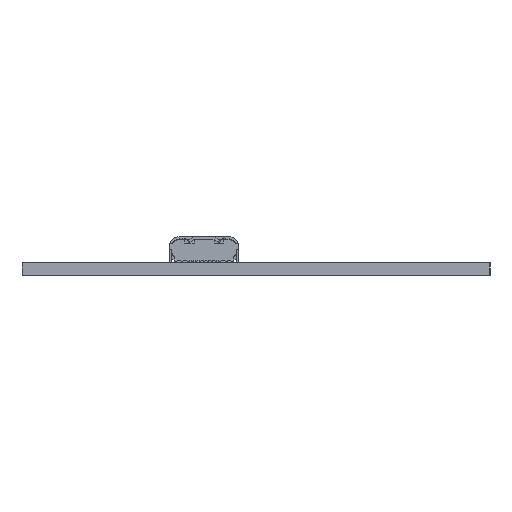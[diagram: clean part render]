
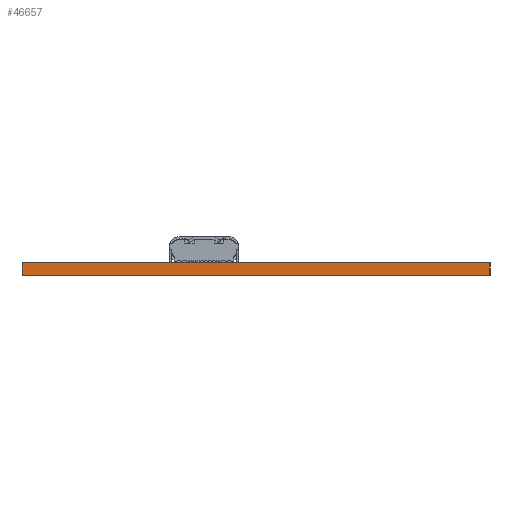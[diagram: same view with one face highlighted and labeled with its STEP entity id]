
A CAD part, left-side view. The second image highlights one B-rep face of the part: STEP entity #46657.
In plain terms, the highlighted planar face has unit normal (-1, 0, 0).
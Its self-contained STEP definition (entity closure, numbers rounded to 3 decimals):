
#46476 = PLANE('',#46477);
#46477 = AXIS2_PLACEMENT_3D('',#46478,#46479,#46480);
#46478 = CARTESIAN_POINT('',(141.57,-131.855,0.));
#46479 = DIRECTION('',(0.,-1.,0.));
#46480 = DIRECTION('',(-1.,0.,0.));
#46501 = VERTEX_POINT('',#46502);
#46502 = CARTESIAN_POINT('',(71.3,-131.855,1.58));
#46516 = PLANE('',#46517);
#46517 = AXIS2_PLACEMENT_3D('',#46518,#46519,#46520);
#46518 = CARTESIAN_POINT('',(106.435,-101.693,1.58));
#46519 = DIRECTION('',(-0.,-0.,-1.));
#46520 = DIRECTION('',(-1.,0.,0.));
#46528 = EDGE_CURVE('',#46529,#46501,#46531,.T.);
#46529 = VERTEX_POINT('',#46530);
#46530 = CARTESIAN_POINT('',(71.3,-131.855,0.));
#46531 = SURFACE_CURVE('',#46532,(#46536,#46543),.PCURVE_S1.);
#46532 = LINE('',#46533,#46534);
#46533 = CARTESIAN_POINT('',(71.3,-131.855,0.));
#46534 = VECTOR('',#46535,1.);
#46535 = DIRECTION('',(0.,0.,1.));
#46536 = PCURVE('',#46476,#46537);
#46537 = DEFINITIONAL_REPRESENTATION('',(#46538),#46542);
#46538 = LINE('',#46539,#46540);
#46539 = CARTESIAN_POINT('',(70.27,0.));
#46540 = VECTOR('',#46541,1.);
#46541 = DIRECTION('',(0.,-1.));
#46542 = ( GEOMETRIC_REPRESENTATION_CONTEXT(2) 
PARAMETRIC_REPRESENTATION_CONTEXT() REPRESENTATION_CONTEXT('2D SPACE',''
  ) );
#46543 = PCURVE('',#46544,#46549);
#46544 = PLANE('',#46545);
#46545 = AXIS2_PLACEMENT_3D('',#46546,#46547,#46548);
#46546 = CARTESIAN_POINT('',(71.3,-131.855,0.));
#46547 = DIRECTION('',(-1.,0.,0.));
#46548 = DIRECTION('',(0.,1.,0.));
#46549 = DEFINITIONAL_REPRESENTATION('',(#46550),#46554);
#46550 = LINE('',#46551,#46552);
#46551 = CARTESIAN_POINT('',(0.,0.));
#46552 = VECTOR('',#46553,1.);
#46553 = DIRECTION('',(0.,-1.));
#46554 = ( GEOMETRIC_REPRESENTATION_CONTEXT(2) 
PARAMETRIC_REPRESENTATION_CONTEXT() REPRESENTATION_CONTEXT('2D SPACE',''
  ) );
#46570 = PLANE('',#46571);
#46571 = AXIS2_PLACEMENT_3D('',#46572,#46573,#46574);
#46572 = CARTESIAN_POINT('',(106.435,-101.693,0.));
#46573 = DIRECTION('',(-0.,-0.,-1.));
#46574 = DIRECTION('',(-1.,0.,0.));
#46603 = PLANE('',#46604);
#46604 = AXIS2_PLACEMENT_3D('',#46605,#46606,#46607);
#46605 = CARTESIAN_POINT('',(71.3,-71.53,0.));
#46606 = DIRECTION('',(0.,1.,0.));
#46607 = DIRECTION('',(1.,0.,0.));
#46657 = ADVANCED_FACE('',(#46658),#46544,.T.);
#46658 = FACE_BOUND('',#46659,.T.);
#46659 = EDGE_LOOP('',(#46660,#46661,#46684,#46707));
#46660 = ORIENTED_EDGE('',*,*,#46528,.T.);
#46661 = ORIENTED_EDGE('',*,*,#46662,.T.);
#46662 = EDGE_CURVE('',#46501,#46663,#46665,.T.);
#46663 = VERTEX_POINT('',#46664);
#46664 = CARTESIAN_POINT('',(71.3,-71.53,1.58));
#46665 = SURFACE_CURVE('',#46666,(#46670,#46677),.PCURVE_S1.);
#46666 = LINE('',#46667,#46668);
#46667 = CARTESIAN_POINT('',(71.3,-131.855,1.58));
#46668 = VECTOR('',#46669,1.);
#46669 = DIRECTION('',(0.,1.,0.));
#46670 = PCURVE('',#46544,#46671);
#46671 = DEFINITIONAL_REPRESENTATION('',(#46672),#46676);
#46672 = LINE('',#46673,#46674);
#46673 = CARTESIAN_POINT('',(0.,-1.58));
#46674 = VECTOR('',#46675,1.);
#46675 = DIRECTION('',(1.,0.));
#46676 = ( GEOMETRIC_REPRESENTATION_CONTEXT(2) 
PARAMETRIC_REPRESENTATION_CONTEXT() REPRESENTATION_CONTEXT('2D SPACE',''
  ) );
#46677 = PCURVE('',#46516,#46678);
#46678 = DEFINITIONAL_REPRESENTATION('',(#46679),#46683);
#46679 = LINE('',#46680,#46681);
#46680 = CARTESIAN_POINT('',(35.135,-30.163));
#46681 = VECTOR('',#46682,1.);
#46682 = DIRECTION('',(0.,1.));
#46683 = ( GEOMETRIC_REPRESENTATION_CONTEXT(2) 
PARAMETRIC_REPRESENTATION_CONTEXT() REPRESENTATION_CONTEXT('2D SPACE',''
  ) );
#46684 = ORIENTED_EDGE('',*,*,#46685,.F.);
#46685 = EDGE_CURVE('',#46686,#46663,#46688,.T.);
#46686 = VERTEX_POINT('',#46687);
#46687 = CARTESIAN_POINT('',(71.3,-71.53,0.));
#46688 = SURFACE_CURVE('',#46689,(#46693,#46700),.PCURVE_S1.);
#46689 = LINE('',#46690,#46691);
#46690 = CARTESIAN_POINT('',(71.3,-71.53,0.));
#46691 = VECTOR('',#46692,1.);
#46692 = DIRECTION('',(0.,0.,1.));
#46693 = PCURVE('',#46544,#46694);
#46694 = DEFINITIONAL_REPRESENTATION('',(#46695),#46699);
#46695 = LINE('',#46696,#46697);
#46696 = CARTESIAN_POINT('',(60.325,0.));
#46697 = VECTOR('',#46698,1.);
#46698 = DIRECTION('',(0.,-1.));
#46699 = ( GEOMETRIC_REPRESENTATION_CONTEXT(2) 
PARAMETRIC_REPRESENTATION_CONTEXT() REPRESENTATION_CONTEXT('2D SPACE',''
  ) );
#46700 = PCURVE('',#46603,#46701);
#46701 = DEFINITIONAL_REPRESENTATION('',(#46702),#46706);
#46702 = LINE('',#46703,#46704);
#46703 = CARTESIAN_POINT('',(0.,0.));
#46704 = VECTOR('',#46705,1.);
#46705 = DIRECTION('',(0.,-1.));
#46706 = ( GEOMETRIC_REPRESENTATION_CONTEXT(2) 
PARAMETRIC_REPRESENTATION_CONTEXT() REPRESENTATION_CONTEXT('2D SPACE',''
  ) );
#46707 = ORIENTED_EDGE('',*,*,#46708,.F.);
#46708 = EDGE_CURVE('',#46529,#46686,#46709,.T.);
#46709 = SURFACE_CURVE('',#46710,(#46714,#46721),.PCURVE_S1.);
#46710 = LINE('',#46711,#46712);
#46711 = CARTESIAN_POINT('',(71.3,-131.855,0.));
#46712 = VECTOR('',#46713,1.);
#46713 = DIRECTION('',(0.,1.,0.));
#46714 = PCURVE('',#46544,#46715);
#46715 = DEFINITIONAL_REPRESENTATION('',(#46716),#46720);
#46716 = LINE('',#46717,#46718);
#46717 = CARTESIAN_POINT('',(0.,0.));
#46718 = VECTOR('',#46719,1.);
#46719 = DIRECTION('',(1.,0.));
#46720 = ( GEOMETRIC_REPRESENTATION_CONTEXT(2) 
PARAMETRIC_REPRESENTATION_CONTEXT() REPRESENTATION_CONTEXT('2D SPACE',''
  ) );
#46721 = PCURVE('',#46570,#46722);
#46722 = DEFINITIONAL_REPRESENTATION('',(#46723),#46727);
#46723 = LINE('',#46724,#46725);
#46724 = CARTESIAN_POINT('',(35.135,-30.163));
#46725 = VECTOR('',#46726,1.);
#46726 = DIRECTION('',(0.,1.));
#46727 = ( GEOMETRIC_REPRESENTATION_CONTEXT(2) 
PARAMETRIC_REPRESENTATION_CONTEXT() REPRESENTATION_CONTEXT('2D SPACE',''
  ) );
